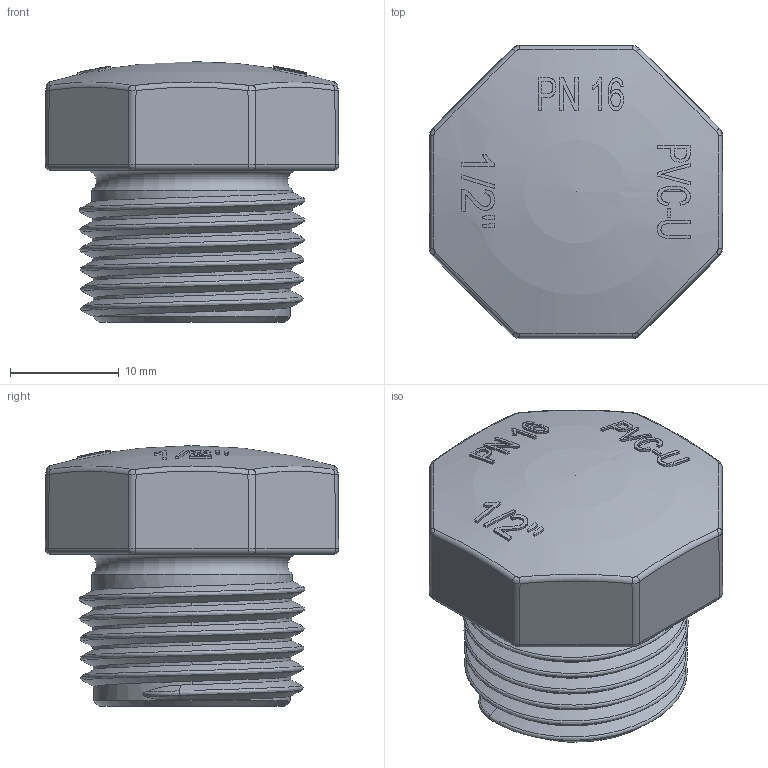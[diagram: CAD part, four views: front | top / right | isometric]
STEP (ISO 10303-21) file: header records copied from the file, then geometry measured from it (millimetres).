
FILE_DESCRIPTION(/* description */ (''),/* implementation_level */ '2;1');
FILE_NAME(/* name */ 'pvc male cap 1÷2.stp',/* time_stamp */ '2023-05-13T08:55:03+08:00',/* author */ (''),/* organization */ (''),/* preprocessor_version */ 'ST-DEVELOPER v16',/* originating_system */ 'SIEMENS PLM Software NX 10.0',/* authorisation */ '');
FILE_SCHEMA (('AUTOMOTIVE_DESIGN { 1 0 10303 214 3 1 1 1 }'));
Length unit declared in the file: millimetre
Products named in the file (1): gelv1214D7C3klt0
Bounding box: 27 x 27 x 24 mm (x, y, z)
Volume: 6966.3 mm3; surface area: 3954.1 mm2
Topology: 1 solids, 1 shells, 224 faces, 587 edges, 374 vertices
Faces by surface type: plane 80, extrusion 64, bspline 25, sphere 20, cylinder 16, torus 10, cone 9
Entity records: 16614 total; most frequent: CARTESIAN_POINT 11602, ORIENTED_EDGE 1086, DIRECTION 911, EDGE_CURVE 543, VERTEX_POINT 353, AXIS2_PLACEMENT_3D 341, EDGE_LOOP 244, B_SPLINE_CURVE_WITH_KNOTS 231
